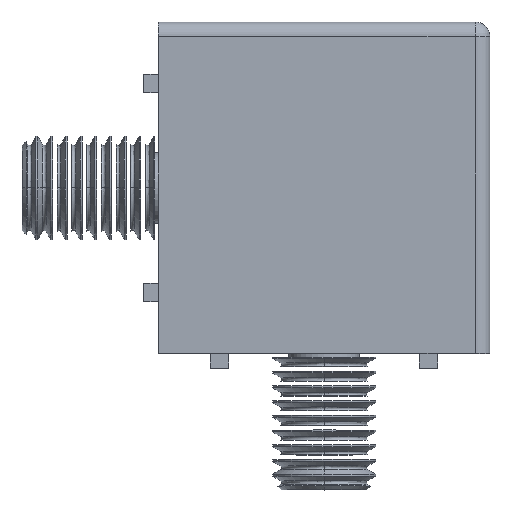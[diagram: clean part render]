
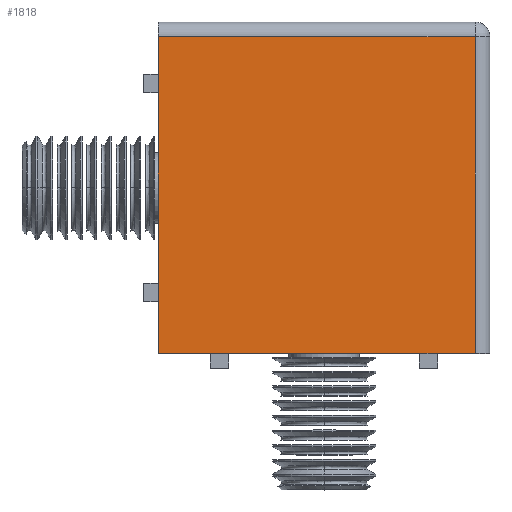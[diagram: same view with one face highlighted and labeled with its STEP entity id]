
A CAD part, top view. The second image highlights one B-rep face of the part: STEP entity #1818.
In plain terms, the highlighted planar face has unit normal (0, 0, 1).
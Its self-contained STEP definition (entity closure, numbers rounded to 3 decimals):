
#265 = CARTESIAN_POINT ( 'NONE',  ( -27.534, -20.695, 22.5 ) ) ;
#293 = CARTESIAN_POINT ( 'NONE',  ( -27.534, 22.305, 22.5 ) ) ;
#297 = DIRECTION ( 'NONE',  ( 0., 1., 0. ) ) ;
#299 = CARTESIAN_POINT ( 'NONE',  ( 15.466, 24.305, 22.5 ) ) ;
#403 = DIRECTION ( 'NONE',  ( 0., -1., 0. ) ) ;
#427 = CARTESIAN_POINT ( 'NONE',  ( -27.534, -20.695, 22.5 ) ) ;
#484 = CARTESIAN_POINT ( 'NONE',  ( -27.534, 22.305, 22.5 ) ) ;
#492 = DIRECTION ( 'NONE',  ( -1., 0., 0. ) ) ;
#813 = AXIS2_PLACEMENT_3D ( 'NONE', #1240, #1104, #1103 ) ;
#1103 = DIRECTION ( 'NONE',  ( -1., 0., 0. ) ) ;
#1104 = DIRECTION ( 'NONE',  ( 0., 0., -1. ) ) ;
#1240 = CARTESIAN_POINT ( 'NONE',  ( -27.534, 24.305, 22.5 ) ) ;
#1572 = PLANE ( 'NONE',  #813 ) ;
#1818 = ADVANCED_FACE ( 'NONE', ( #5177 ), #1572, .F. ) ;
#2377 = VECTOR ( 'NONE', #297, 1000. ) ;
#2380 = LINE ( 'NONE', #299, #2377 ) ;
#2425 = VECTOR ( 'NONE', #403, 1000. ) ;
#2430 = LINE ( 'NONE', #427, #2425 ) ;
#2461 = VECTOR ( 'NONE', #492, 1000. ) ;
#2470 = LINE ( 'NONE', #484, #2461 ) ;
#2601 = VECTOR ( 'NONE', #4972, 1000. ) ;
#2603 = LINE ( 'NONE', #4973, #2601 ) ;
#3893 = EDGE_CURVE ( 'NONE', #4270, #4062, #2603, .T. ) ;
#4062 = VERTEX_POINT ( 'NONE', #4733 ) ;
#4070 = VERTEX_POINT ( 'NONE', #4723 ) ;
#4256 = VERTEX_POINT ( 'NONE', #293 ) ;
#4270 = VERTEX_POINT ( 'NONE', #265 ) ;
#4500 = EDGE_CURVE ( 'NONE', #4070, #4256, #2470, .T. ) ;
#4520 = EDGE_CURVE ( 'NONE', #4256, #4270, #2430, .T. ) ;
#4546 = EDGE_CURVE ( 'NONE', #4062, #4070, #2380, .T. ) ;
#4723 = CARTESIAN_POINT ( 'NONE',  ( 15.466, 22.305, 22.5 ) ) ;
#4733 = CARTESIAN_POINT ( 'NONE',  ( 15.466, -20.695, 22.5 ) ) ;
#4972 = DIRECTION ( 'NONE',  ( 1., 0., 0. ) ) ;
#4973 = CARTESIAN_POINT ( 'NONE',  ( 17.466, -20.695, 22.5 ) ) ;
#5177 = FACE_OUTER_BOUND ( 'NONE', #5580, .T. ) ;
#5580 = EDGE_LOOP ( 'NONE', ( #6576, #6557, #6565, #6561 ) ) ;
#6557 = ORIENTED_EDGE ( 'NONE', *, *, #4546, .T. ) ;
#6561 = ORIENTED_EDGE ( 'NONE', *, *, #4520, .T. ) ;
#6565 = ORIENTED_EDGE ( 'NONE', *, *, #4500, .T. ) ;
#6576 = ORIENTED_EDGE ( 'NONE', *, *, #3893, .T. ) ;
